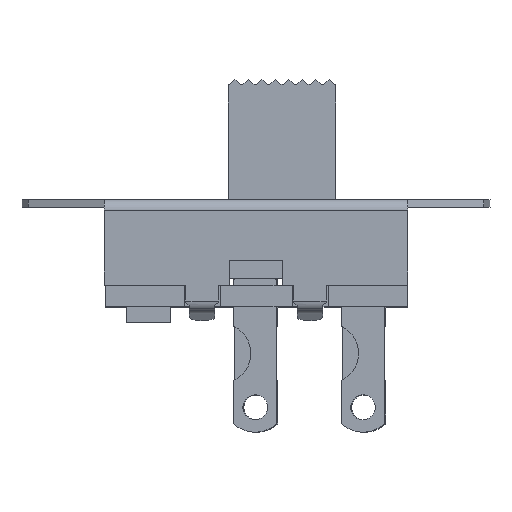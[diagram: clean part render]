
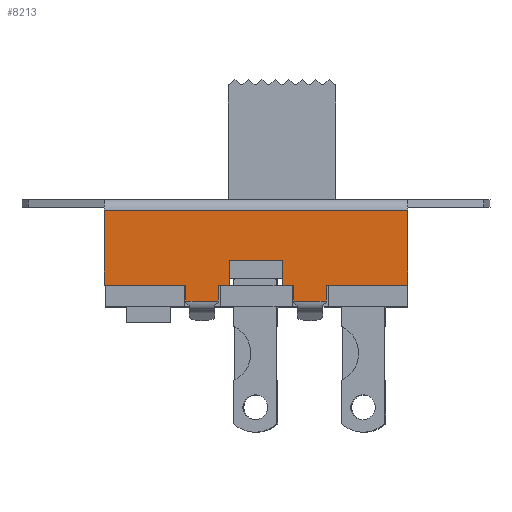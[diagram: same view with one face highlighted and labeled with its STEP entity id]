
A CAD part, top view. The second image highlights one B-rep face of the part: STEP entity #8213.
In plain terms, the highlighted planar face has unit normal (0, 0, 1).
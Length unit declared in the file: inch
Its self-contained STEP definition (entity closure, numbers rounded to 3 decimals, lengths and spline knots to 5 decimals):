
#7214=CARTESIAN_POINT('',(0.2342,-0.56623,0.53977));
#7215=VERTEX_POINT('',#7214);
#7223=CARTESIAN_POINT('',(0.2342,-0.52005,0.53977));
#7224=VERTEX_POINT('',#7223);
#7225=CARTESIAN_POINT('',(0.2342,-0.52005,0.53977));
#7226=DIRECTION('',(0.,-1.0,0.));
#7227=VECTOR('',#7226,0.04618);
#7228=LINE('',#7225,#7227);
#7229=EDGE_CURVE('',#7224,#7215,#7228,.T.);
#7272=CARTESIAN_POINT('',(0.3282,-0.56623,0.53977));
#7273=VERTEX_POINT('',#7272);
#7281=CARTESIAN_POINT('',(0.2342,-0.56623,0.53977));
#7282=DIRECTION('',(1.0,0.0,0.0));
#7283=VECTOR('',#7282,0.094);
#7284=LINE('',#7281,#7283);
#7285=EDGE_CURVE('',#7215,#7273,#7284,.T.);
#7338=CARTESIAN_POINT('',(0.3282,-0.52005,0.53977));
#7339=VERTEX_POINT('',#7338);
#7346=CARTESIAN_POINT('',(0.3282,-0.56623,0.53977));
#7347=DIRECTION('',(0.,1.0,0.));
#7348=VECTOR('',#7347,0.04618);
#7349=LINE('',#7346,#7348);
#7350=EDGE_CURVE('',#7273,#7339,#7349,.T.);
#7462=CARTESIAN_POINT('',(0.5462,-0.56623,0.53977));
#7463=VERTEX_POINT('',#7462);
#7471=CARTESIAN_POINT('',(0.5462,-0.52005,0.53977));
#7472=VERTEX_POINT('',#7471);
#7473=CARTESIAN_POINT('',(0.5462,-0.52005,0.53977));
#7474=DIRECTION('',(0.0,-1.0,0.));
#7475=VECTOR('',#7474,0.04618);
#7476=LINE('',#7473,#7475);
#7477=EDGE_CURVE('',#7472,#7463,#7476,.T.);
#7520=CARTESIAN_POINT('',(0.6402,-0.56623,0.53977));
#7521=VERTEX_POINT('',#7520);
#7529=CARTESIAN_POINT('',(0.5462,-0.56623,0.53977));
#7530=DIRECTION('',(1.0,0.0,0.0));
#7531=VECTOR('',#7530,0.094);
#7532=LINE('',#7529,#7531);
#7533=EDGE_CURVE('',#7463,#7521,#7532,.T.);
#7586=CARTESIAN_POINT('',(0.6402,-0.52005,0.53977));
#7587=VERTEX_POINT('',#7586);
#7594=CARTESIAN_POINT('',(0.6402,-0.56623,0.53977));
#7595=DIRECTION('',(0.,1.0,0.));
#7596=VECTOR('',#7595,0.04618);
#7597=LINE('',#7594,#7596);
#7598=EDGE_CURVE('',#7521,#7587,#7597,.T.);
#7618=CARTESIAN_POINT('',(0.5152,-0.52005,0.53977));
#7619=VERTEX_POINT('',#7618);
#7620=CARTESIAN_POINT('',(0.5152,-0.52005,0.53977));
#7621=DIRECTION('',(1.0,0.0,0.0));
#7622=VECTOR('',#7621,0.031);
#7623=LINE('',#7620,#7622);
#7624=EDGE_CURVE('',#7619,#7472,#7623,.T.);
#7720=CARTESIAN_POINT('',(0.8772,-0.52005,0.53977));
#7721=VERTEX_POINT('',#7720);
#7728=CARTESIAN_POINT('',(0.6402,-0.52005,0.53977));
#7729=DIRECTION('',(1.0,0.0,0.0));
#7730=VECTOR('',#7729,0.237);
#7731=LINE('',#7728,#7730);
#7732=EDGE_CURVE('',#7587,#7721,#7731,.T.);
#7752=CARTESIAN_POINT('',(-0.0028,-0.52005,0.53977));
#7753=VERTEX_POINT('',#7752);
#7754=CARTESIAN_POINT('',(-0.0028,-0.52005,0.53977));
#7755=DIRECTION('',(1.0,0.0,0.0));
#7756=VECTOR('',#7755,0.237);
#7757=LINE('',#7754,#7756);
#7758=EDGE_CURVE('',#7753,#7224,#7757,.T.);
#7916=CARTESIAN_POINT('',(0.3592,-0.52005,0.53977));
#7917=VERTEX_POINT('',#7916);
#7924=CARTESIAN_POINT('',(0.3282,-0.52005,0.53977));
#7925=DIRECTION('',(1.0,0.0,0.0));
#7926=VECTOR('',#7925,0.031);
#7927=LINE('',#7924,#7926);
#7928=EDGE_CURVE('',#7339,#7917,#7927,.T.);
#7971=CARTESIAN_POINT('',(0.5152,-0.44749,0.53977));
#7972=VERTEX_POINT('',#7971);
#7973=CARTESIAN_POINT('',(0.5152,-0.44749,0.53977));
#7974=DIRECTION('',(0.,-1.0,0.));
#7975=VECTOR('',#7974,0.07256);
#7976=LINE('',#7973,#7975);
#7977=EDGE_CURVE('',#7972,#7619,#7976,.T.);
#8110=CARTESIAN_POINT('',(-0.0028,-0.30449,0.53977));
#8111=VERTEX_POINT('',#8110);
#8112=CARTESIAN_POINT('',(-0.0028,-0.52005,0.53977));
#8113=DIRECTION('',(0.,1.0,0.));
#8114=VECTOR('',#8113,0.21556);
#8115=LINE('',#8112,#8114);
#8116=EDGE_CURVE('',#7753,#8111,#8115,.T.);
#8166=CARTESIAN_POINT('',(0.4372,-0.42653,0.53977));
#8167=DIRECTION('',(0.,0.,1.0));
#8168=DIRECTION('',(1.0,0.0,0.0));
#8169=AXIS2_PLACEMENT_3D('',#8166,#8167,#8168);
#8170=PLANE('',#8169);
#8171=ORIENTED_EDGE('',*,*,#7624,.T.);
#8172=ORIENTED_EDGE('',*,*,#7477,.T.);
#8173=ORIENTED_EDGE('',*,*,#7533,.T.);
#8174=ORIENTED_EDGE('',*,*,#7598,.T.);
#8175=ORIENTED_EDGE('',*,*,#7732,.T.);
#8176=CARTESIAN_POINT('',(0.8772,-0.30449,0.53977));
#8177=VERTEX_POINT('',#8176);
#8178=CARTESIAN_POINT('',(0.8772,-0.30449,0.53977));
#8179=DIRECTION('',(0.,-1.0,0.));
#8180=VECTOR('',#8179,0.21556);
#8181=LINE('',#8178,#8180);
#8182=EDGE_CURVE('',#8177,#7721,#8181,.T.);
#8183=ORIENTED_EDGE('',*,*,#8182,.F.);
#8184=CARTESIAN_POINT('',(0.8772,-0.30449,0.53977));
#8185=DIRECTION('',(-1.0,0.0,0.0));
#8186=VECTOR('',#8185,0.88);
#8187=LINE('',#8184,#8186);
#8188=EDGE_CURVE('',#8177,#8111,#8187,.T.);
#8189=ORIENTED_EDGE('',*,*,#8188,.T.);
#8190=ORIENTED_EDGE('',*,*,#8116,.F.);
#8191=ORIENTED_EDGE('',*,*,#7758,.T.);
#8192=ORIENTED_EDGE('',*,*,#7229,.T.);
#8193=ORIENTED_EDGE('',*,*,#7285,.T.);
#8194=ORIENTED_EDGE('',*,*,#7350,.T.);
#8195=ORIENTED_EDGE('',*,*,#7928,.T.);
#8196=CARTESIAN_POINT('',(0.3592,-0.44749,0.53977));
#8197=VERTEX_POINT('',#8196);
#8198=CARTESIAN_POINT('',(0.3592,-0.52005,0.53977));
#8199=DIRECTION('',(0.,1.0,0.));
#8200=VECTOR('',#8199,0.07256);
#8201=LINE('',#8198,#8200);
#8202=EDGE_CURVE('',#7917,#8197,#8201,.T.);
#8203=ORIENTED_EDGE('',*,*,#8202,.T.);
#8204=CARTESIAN_POINT('',(0.3592,-0.44749,0.53977));
#8205=DIRECTION('',(1.0,0.0,0.0));
#8206=VECTOR('',#8205,0.156);
#8207=LINE('',#8204,#8206);
#8208=EDGE_CURVE('',#8197,#7972,#8207,.T.);
#8209=ORIENTED_EDGE('',*,*,#8208,.T.);
#8210=ORIENTED_EDGE('',*,*,#7977,.T.);
#8211=EDGE_LOOP('',(#8171,#8172,#8173,#8174,#8175,#8183,#8189,#8190,#8191,#8192,#8193,#8194,#8195,#8203,#8209,#8210));
#8212=FACE_OUTER_BOUND('',#8211,.T.);
#8213=ADVANCED_FACE('',(#8212),#8170,.T.);
